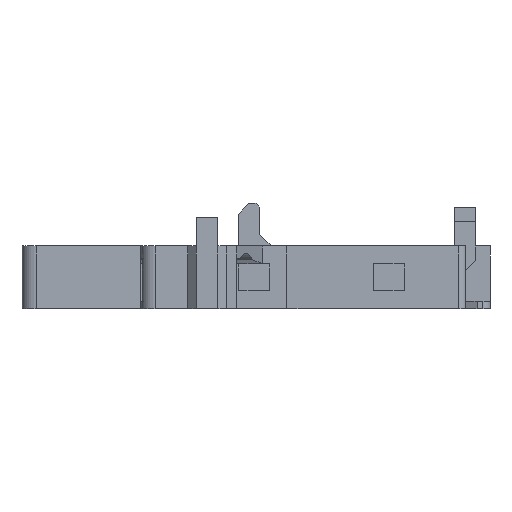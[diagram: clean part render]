
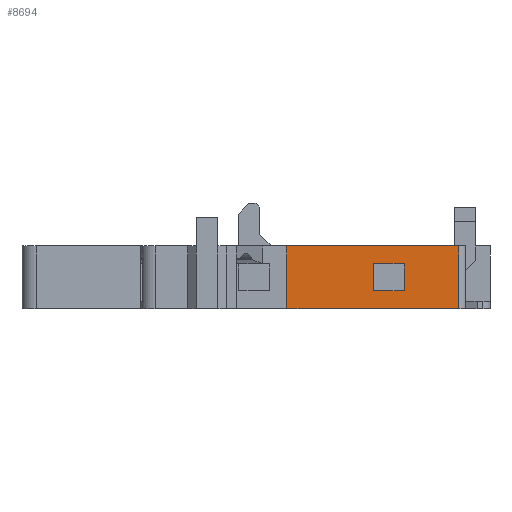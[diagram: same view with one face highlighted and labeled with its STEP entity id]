
A CAD part, left-side view. The second image highlights one B-rep face of the part: STEP entity #8694.
In plain terms, the highlighted planar face has unit normal (-1, 0, 0).
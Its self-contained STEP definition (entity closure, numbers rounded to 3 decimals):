
#859=DIRECTION('',(0.,1.,0.));
#860=VECTOR('',#859,23.839);
#861=CARTESIAN_POINT('',(-42.5,-0.639,0.));
#862=LINE('',#861,#860);
#3487=DIRECTION('',(0.,0.,1.));
#3488=VECTOR('',#3487,8.7);
#3489=CARTESIAN_POINT('',(-42.5,23.2,0.));
#3490=LINE('',#3489,#3488);
#3510=DIRECTION('',(0.,1.,0.));
#3511=VECTOR('',#3510,23.839);
#3512=CARTESIAN_POINT('',(-42.5,-0.639,8.7));
#3513=LINE('',#3512,#3511);
#3517=DIRECTION('',(0.,0.,-1.));
#3518=VECTOR('',#3517,3.7);
#3519=CARTESIAN_POINT('',(-42.5,6.9,6.2));
#3520=LINE('',#3519,#3518);
#3524=DIRECTION('',(0.,-1.,0.));
#3525=VECTOR('',#3524,4.3);
#3526=CARTESIAN_POINT('',(-42.5,11.2,6.2));
#3527=LINE('',#3526,#3525);
#3531=DIRECTION('',(0.,0.,1.));
#3532=VECTOR('',#3531,3.7);
#3533=CARTESIAN_POINT('',(-42.5,11.2,2.5));
#3534=LINE('',#3533,#3532);
#3538=DIRECTION('',(0.,1.,0.));
#3539=VECTOR('',#3538,4.3);
#3540=CARTESIAN_POINT('',(-42.5,6.9,2.5));
#3541=LINE('',#3540,#3539);
#3545=DIRECTION('',(0.,0.,-1.));
#3546=VECTOR('',#3545,8.7);
#3547=CARTESIAN_POINT('',(-42.5,-0.639,8.7));
#3548=LINE('',#3547,#3546);
#4382=CARTESIAN_POINT('',(-42.5,23.2,0.));
#4383=CARTESIAN_POINT('',(-42.5,23.2,8.7));
#4384=VERTEX_POINT('',#4382);
#4385=VERTEX_POINT('',#4383);
#4508=CARTESIAN_POINT('',(-42.5,6.9,6.2));
#4510=VERTEX_POINT('',#4508);
#4526=CARTESIAN_POINT('',(-42.5,6.9,2.5));
#4527=CARTESIAN_POINT('',(-42.5,11.2,2.5));
#4528=VERTEX_POINT('',#4526);
#4529=VERTEX_POINT('',#4527);
#4676=CARTESIAN_POINT('',(-42.5,11.2,6.2));
#4677=VERTEX_POINT('',#4676);
#4764=CARTESIAN_POINT('',(-42.5,-0.639,8.7));
#4765=VERTEX_POINT('',#4764);
#4774=CARTESIAN_POINT('',(-42.5,-0.639,0.));
#4775=VERTEX_POINT('',#4774);
#8672=CARTESIAN_POINT('',(-42.5,23.2,8.7));
#8673=DIRECTION('',(1.,0.,0.));
#8674=DIRECTION('',(0.,1.,0.));
#8675=AXIS2_PLACEMENT_3D('',#8672,#8673,#8674);
#8676=PLANE('',#8675);
#8677=ORIENTED_EDGE('',*,*,#5624,.T.);
#8678=ORIENTED_EDGE('',*,*,#8653,.T.);
#8679=ORIENTED_EDGE('',*,*,#5156,.F.);
#8681=ORIENTED_EDGE('',*,*,#8680,.T.);
#8682=EDGE_LOOP('',(#8677,#8678,#8679,#8681));
#8683=FACE_OUTER_BOUND('',#8682,.F.);
#8685=ORIENTED_EDGE('',*,*,#8684,.F.);
#8687=ORIENTED_EDGE('',*,*,#8686,.F.);
#8689=ORIENTED_EDGE('',*,*,#8688,.F.);
#8691=ORIENTED_EDGE('',*,*,#8690,.F.);
#8692=EDGE_LOOP('',(#8685,#8687,#8689,#8691));
#8693=FACE_BOUND('',#8692,.F.);
#5156=EDGE_CURVE('',#4765,#4385,#3513,.T.);
#5624=EDGE_CURVE('',#4775,#4384,#862,.T.);
#8653=EDGE_CURVE('',#4384,#4385,#3490,.T.);
#8680=EDGE_CURVE('',#4765,#4775,#3548,.T.);
#8684=EDGE_CURVE('',#4510,#4528,#3520,.T.);
#8686=EDGE_CURVE('',#4677,#4510,#3527,.T.);
#8688=EDGE_CURVE('',#4529,#4677,#3534,.T.);
#8690=EDGE_CURVE('',#4528,#4529,#3541,.T.);
#8694=ADVANCED_FACE('',(#8683,#8693),#8676,.F.);
